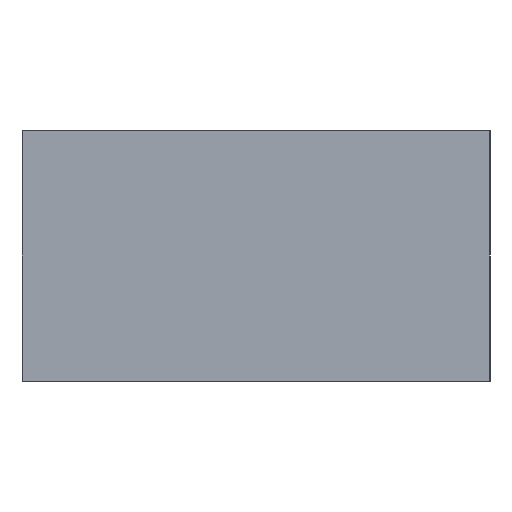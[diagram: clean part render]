
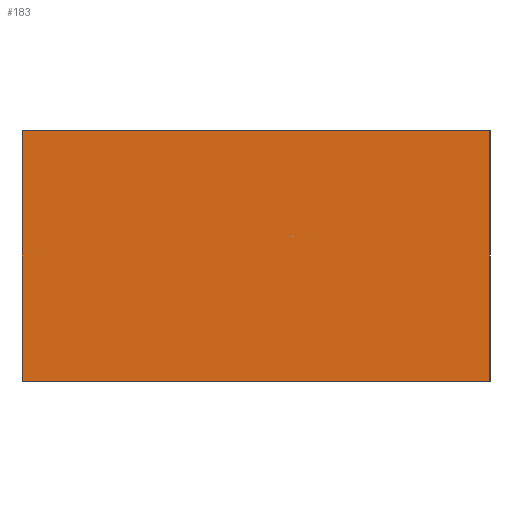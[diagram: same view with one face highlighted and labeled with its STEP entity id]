
A CAD part, left-side view. The second image highlights one B-rep face of the part: STEP entity #183.
In plain terms, the highlighted planar face has unit normal (-1, 0, 0).
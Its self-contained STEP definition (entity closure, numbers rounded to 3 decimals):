
#19=PLANE('',#220);
#29=FACE_OUTER_BOUND('',#39,.T.);
#39=EDGE_LOOP('',(#155,#156,#157,#158));
#57=LINE('',#306,#77);
#59=LINE('',#310,#79);
#62=LINE('',#316,#82);
#63=LINE('',#317,#83);
#77=VECTOR('',#254,10.);
#79=VECTOR('',#258,10.);
#82=VECTOR('',#263,10.);
#83=VECTOR('',#264,10.);
#97=VERTEX_POINT('',#303);
#98=VERTEX_POINT('',#305);
#99=VERTEX_POINT('',#309);
#101=VERTEX_POINT('',#315);
#117=EDGE_CURVE('',#98,#97,#57,.T.);
#119=EDGE_CURVE('',#98,#99,#59,.T.);
#122=EDGE_CURVE('',#97,#101,#62,.T.);
#123=EDGE_CURVE('',#99,#101,#63,.T.);
#155=ORIENTED_EDGE('',*,*,#117,.T.);
#156=ORIENTED_EDGE('',*,*,#122,.T.);
#157=ORIENTED_EDGE('',*,*,#123,.F.);
#158=ORIENTED_EDGE('',*,*,#119,.F.);
#183=ADVANCED_FACE('',(#29),#19,.T.);
#220=AXIS2_PLACEMENT_3D('',#314,#261,#262);
#254=DIRECTION('',(0.,-1.,0.));
#258=DIRECTION('',(0.,0.,1.));
#261=DIRECTION('center_axis',(-1.,0.,0.));
#262=DIRECTION('ref_axis',(0.,-1.,0.));
#263=DIRECTION('',(0.,0.,1.));
#264=DIRECTION('',(0.,-1.,0.));
#303=CARTESIAN_POINT('',(-14.8,-7.3,0.));
#305=CARTESIAN_POINT('',(-14.8,7.3,0.));
#306=CARTESIAN_POINT('',(-14.8,7.3,0.));
#309=CARTESIAN_POINT('',(-14.8,7.3,7.8));
#310=CARTESIAN_POINT('',(-14.8,7.3,0.));
#314=CARTESIAN_POINT('Origin',(-14.8,7.3,0.));
#315=CARTESIAN_POINT('',(-14.8,-7.3,7.8));
#316=CARTESIAN_POINT('',(-14.8,-7.3,0.));
#317=CARTESIAN_POINT('',(-14.8,7.3,7.8));
